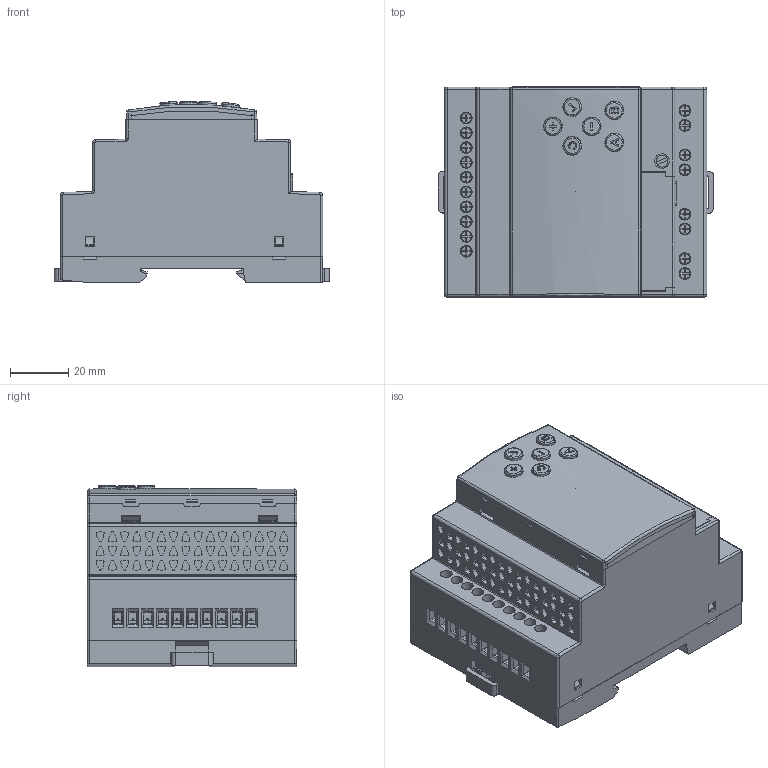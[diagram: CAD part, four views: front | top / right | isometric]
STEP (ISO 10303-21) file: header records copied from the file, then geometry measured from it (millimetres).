
FILE_DESCRIPTION(/* description */ ('Unknown'),/* implementation_level */ '2;1');
FILE_NAME(/* name */ '4M_BASE_23.10.2023',/* time_stamp */ '2023-10-23T14:30:40+05:00',/* author */ ('Unknown'),/* organization */ ('Unknown'),/* preprocessor_version */ 'ST-DEVELOPER v18.104',/* originating_system */ 'Solid Edge',/* authorisation */ 'Unknown');
FILE_SCHEMA (('AUTOMOTIVE_DESIGN {1 0 10303 214 3 1 1}'));
Products named in the file (14): 4M_BASE_29.09.2023; 8F1706 HOUSING_STEP_CAD; 8F1680 4M BASE AC FOR  BASE UNIT_STEP_CAD; 8F1707 4M FRONT PLATE  WITH DISPLAY_STEP_CAD; 8JM009 REV 00 RUBBER KEY OF GENIE PRO THEBEN 01032023; TIANLI 5.08 PITCH 2 PIN TERMINAL height 16.5; 8F17104M TRANSFER CAP WITH DISPLAY_STEP_CAD; MJN010_REV00_PARTY_KAIFENG_JULY17; 8F1740_8F1741_8F1742_REV00 BOTTOM ADAPTOR SD CARD FOR 4M  GENIE PRO (
crouzet); 1F1109_REV_02_DINRAIL_CLIP; 8F1682 REV 00 SIDE WINDOW FOR GENIE PRO 06.010.22; 56A3201_REV02 M3.5 x 0.6 P SMALL SCREW TOUCH  SWITCH; 8A3200_REV00 M3.5 x 0.6P SMALL WASHER {5.0 X 5.0 X 7.8 mm}; 56A3203_REV02 M4 x 0.7P BIG SCREW
Assembly tree (22 placements, depth 2):
  4M_BASE_29.09.2023
    8F1706 HOUSING_STEP_CAD
    8F1680 4M BASE AC FOR  BASE UNIT_STEP_CAD
    8F1707 4M FRONT PLATE  WITH DISPLAY_STEP_CAD
    8JM009 REV 00 RUBBER KEY OF GENIE PRO THEBEN 01032023
    TIANLI 5.08 PITCH 2 PIN TERMINAL height 16.5  x9
    8F17104M TRANSFER CAP WITH DISPLAY_STEP_CAD
    MJN010_REV00_PARTY_KAIFENG_JULY17
    8F1740_8F1741_8F1742_REV00 BOTTOM ADAPTOR SD CARD FOR 4M  GENIE PRO (
crouzet)
    1F1109_REV_02_DINRAIL_CLIP  x2
    8F1682 REV 00 SIDE WINDOW FOR GENIE PRO 06.010.22
    56A3201_REV02 M3.5 x 0.6 P SMALL SCREW TOUCH  SWITCH
    8A3200_REV00 M3.5 x 0.6P SMALL WASHER {5.0 X 5.0 X 7.8 mm}
    56A3203_REV02 M4 x 0.7P BIG SCREW
Bounding box: 94.47 x 72 x 62.24 mm (x, y, z)
Volume: 333261 mm3; surface area: 110374.9 mm2
Topology: 38 solids, 43 shells, 4448 faces, 12188 edges, 7890 vertices
Faces by surface type: plane 3152, cylinder 983, bspline 113, cone 112, sphere 68, torus 20
Full cylindrical faces by diameter (mm): 0.02 x1, 0.087 x9, 0.113 x1, 0.125 x9, 0.2 x9, 0.5 x18, 1.9 x2, 2.1 x2, 2.85 x1, 3 x6, 3.2 x1, 3.5 x20, 3.96 x18, 4 x22, 5 x1, 5.2 x1, 7.7 x6
Entity records: 83008 total; most frequent: CARTESIAN_POINT 16177, DIRECTION 13031, ORIENTED_EDGE 12788, EDGE_CURVE 6394, AXIS2_PLACEMENT_3D 4437, VERTEX_POINT 4172, LINE 4157, VECTOR 4157
